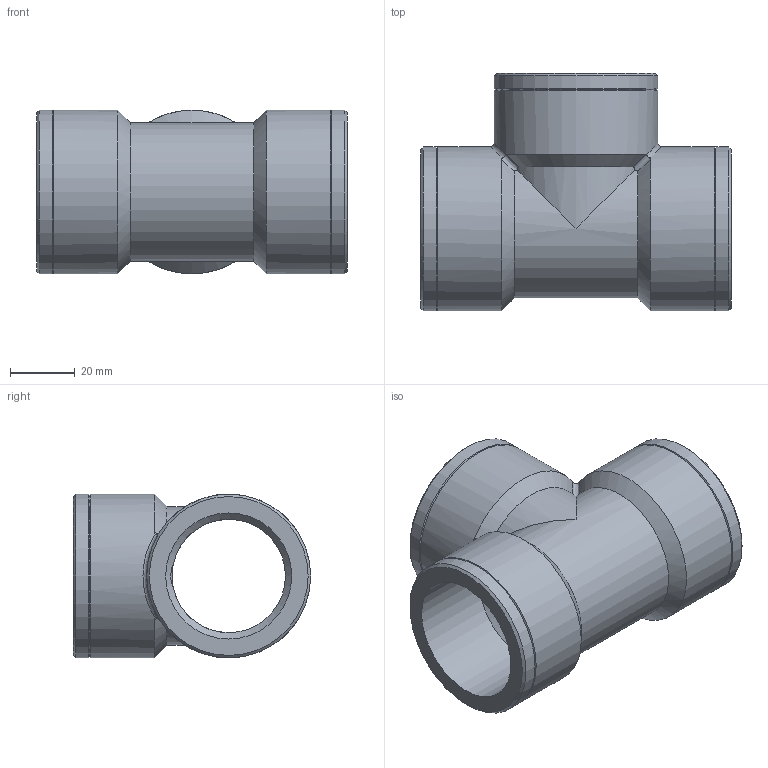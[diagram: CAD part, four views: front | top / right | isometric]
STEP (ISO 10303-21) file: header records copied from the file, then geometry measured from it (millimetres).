
FILE_DESCRIPTION(/* description */ ('PLASSON THREADED TEE 1.1/4"'),/* implementation_level */ '2;1');
FILE_NAME(/* name */ '050407013_0504070130A.ipt.stp',/* time_stamp */ '2017-06-18T09:21:06+03:00',/* author */ ('KIM'),/* organization */ (''),/* preprocessor_version */ 'ST-DEVELOPER v15.6',/* originating_system */ 'Autodesk Inventor 2015',/* authorisation */ '');
FILE_SCHEMA (('AUTOMOTIVE_DESIGN { 1 0 10303 214 3 1 1 }'));
Length unit declared in the file: millimetre
Products named in the file (1): 050407013_0504070130A
Bounding box: 96 x 73.32 x 50.64 mm (x, y, z)
Volume: 84644.8 mm3; surface area: 35007.6 mm2
Topology: 1 solids, 1 shells, 41 faces, 106 edges, 66 vertices
Faces by surface type: cylinder 16, cone 16, bspline 6, plane 3
Full cylindrical faces by diameter (mm): 35.057 x2, 38.952 x3, 50.638 x6
Entity records: 1432 total; most frequent: CARTESIAN_POINT 598, DIRECTION 156, ORIENTED_EDGE 148, AXIS2_PLACEMENT_3D 78, EDGE_CURVE 74, EDGE_LOOP 68, VERTEX_POINT 58, FACE_OUTER_BOUND 41
